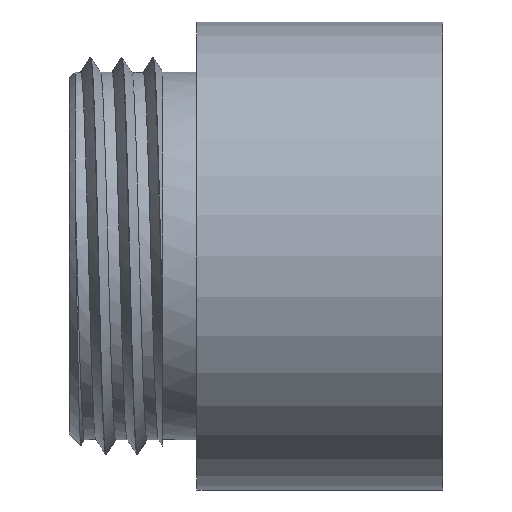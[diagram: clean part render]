
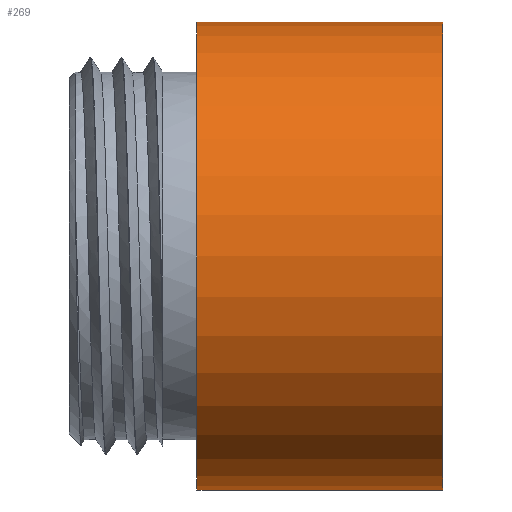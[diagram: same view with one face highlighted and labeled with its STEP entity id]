
A CAD part, front view. The second image highlights one B-rep face of the part: STEP entity #269.
In plain terms, the highlighted cylindrical face has radius 11.895 mm (diameter 23.79 mm), a full revolution.
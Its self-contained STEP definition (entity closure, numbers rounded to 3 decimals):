
#46=CYLINDRICAL_SURFACE('',#309,11.895);
#57=FACE_BOUND('',#106,.T.);
#76=FACE_OUTER_BOUND('',#105,.T.);
#105=EDGE_LOOP('',(#246));
#106=EDGE_LOOP('',(#247));
#120=CIRCLE('',#300,11.895);
#123=CIRCLE('',#308,11.895);
#146=VERTEX_POINT('',#2043);
#148=VERTEX_POINT('',#2053);
#178=EDGE_CURVE('',#146,#146,#120,.T.);
#181=EDGE_CURVE('',#148,#148,#123,.T.);
#246=ORIENTED_EDGE('',*,*,#181,.T.);
#247=ORIENTED_EDGE('',*,*,#178,.F.);
#269=ADVANCED_FACE('',(#76,#57),#46,.T.);
#300=AXIS2_PLACEMENT_3D('',#2044,#356,#357);
#308=AXIS2_PLACEMENT_3D('',#2054,#372,#373);
#309=AXIS2_PLACEMENT_3D('',#2055,#374,#375);
#356=DIRECTION('center_axis',(1.,0.,0.));
#357=DIRECTION('ref_axis',(0.,0.,-1.));
#372=DIRECTION('center_axis',(1.,0.,0.));
#373=DIRECTION('ref_axis',(0.,0.,-1.));
#374=DIRECTION('center_axis',(1.,0.,0.));
#375=DIRECTION('ref_axis',(0.,1.,0.));
#2043=CARTESIAN_POINT('',(0.,11.895,0.));
#2044=CARTESIAN_POINT('Origin',(0.,0.,0.));
#2053=CARTESIAN_POINT('',(-12.5,11.895,0.));
#2054=CARTESIAN_POINT('Origin',(-12.5,0.,0.));
#2055=CARTESIAN_POINT('Origin',(-6.25,0.,0.));
